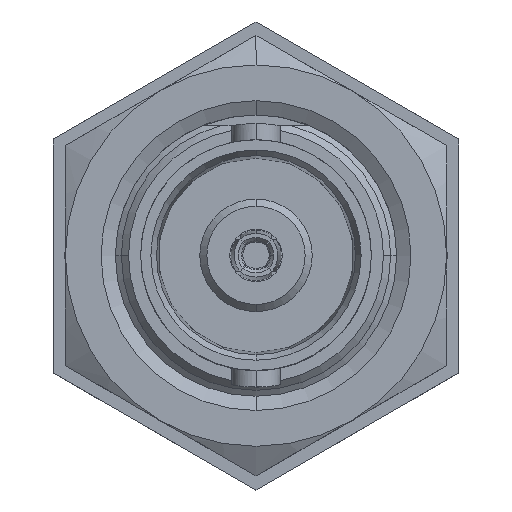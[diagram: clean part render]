
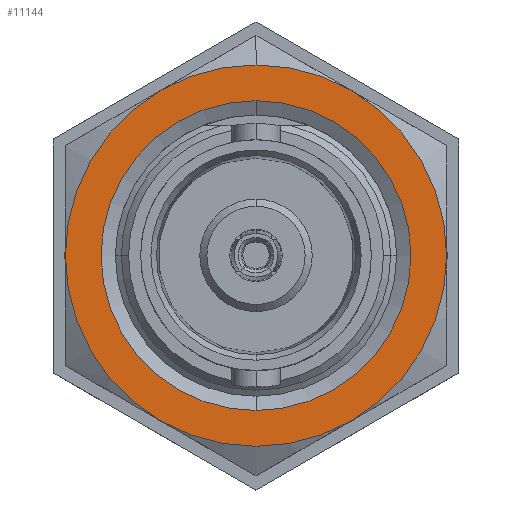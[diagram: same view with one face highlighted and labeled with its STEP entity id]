
A CAD part, top view. The second image highlights one B-rep face of the part: STEP entity #11144.
In plain terms, the highlighted planar face has unit normal (0, 0, 1).
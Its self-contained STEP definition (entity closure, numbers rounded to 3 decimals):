
#2239 = CARTESIAN_POINT ( 'NONE',  ( 8., 0., -11.5 ) ) ;
#2253 = CARTESIAN_POINT ( 'NONE',  ( 4., 6.928, -11.5 ) ) ;
#2257 = CARTESIAN_POINT ( 'NONE',  ( -8., 0., -11.5 ) ) ;
#2258 = CARTESIAN_POINT ( 'NONE',  ( -4., -6.928, -11.5 ) ) ;
#2263 = CARTESIAN_POINT ( 'NONE',  ( 0., 6.5, -11.5 ) ) ;
#2264 = CARTESIAN_POINT ( 'NONE',  ( -4., 6.928, -11.5 ) ) ;
#2266 = CARTESIAN_POINT ( 'NONE',  ( 0., -6.5, -11.5 ) ) ;
#2267 = CARTESIAN_POINT ( 'NONE',  ( 0., 8., -11.5 ) ) ;
#2514 = FACE_BOUND ( 'NONE', #9267, .T. ) ;
#2515 = FACE_OUTER_BOUND ( 'NONE', #6893, .T. ) ;
#2736 = CARTESIAN_POINT ( 'NONE',  ( 0., 0., -11.5 ) ) ;
#2737 = DIRECTION ( 'NONE',  ( 0., 0., 1. ) ) ;
#2738 = DIRECTION ( 'NONE',  ( 0., -1., 0. ) ) ;
#2750 = CARTESIAN_POINT ( 'NONE',  ( 0., 0., -11.5 ) ) ;
#2751 = DIRECTION ( 'NONE',  ( 0., 0., 1. ) ) ;
#2752 = DIRECTION ( 'NONE',  ( 0., -1., 0. ) ) ;
#2768 = CARTESIAN_POINT ( 'NONE',  ( 0., 0., -11.5 ) ) ;
#2769 = DIRECTION ( 'NONE',  ( 0., 0., 1. ) ) ;
#2770 = DIRECTION ( 'NONE',  ( 0., -1., 0. ) ) ;
#2801 = CARTESIAN_POINT ( 'NONE',  ( 0., 0., -11.5 ) ) ;
#2802 = DIRECTION ( 'NONE',  ( 0., 0., 1. ) ) ;
#2803 = DIRECTION ( 'NONE',  ( 0., -1., 0. ) ) ;
#2811 = CARTESIAN_POINT ( 'NONE',  ( 0., 0., -11.5 ) ) ;
#2812 = DIRECTION ( 'NONE',  ( 0., 0., 1. ) ) ;
#2813 = DIRECTION ( 'NONE',  ( 0., -1., 0. ) ) ;
#3359 = PLANE ( 'NONE',  #4484 ) ;
#3366 = CARTESIAN_POINT ( 'NONE',  ( 0., 8., -11.5 ) ) ;
#3367 = DIRECTION ( 'NONE',  ( 0., 0., -1. ) ) ;
#3368 = DIRECTION ( 'NONE',  ( 0., 1., 0. ) ) ;
#3654 = VERTEX_POINT ( 'NONE', #5929 ) ;
#4484 = AXIS2_PLACEMENT_3D ( 'NONE', #3366, #3367, #3368 ) ;
#5449 = EDGE_CURVE ( 'NONE', #11036, #10665, #10771, .T. ) ;
#5450 = EDGE_CURVE ( 'NONE', #10661, #11039, #10773, .T. ) ;
#5453 = EDGE_CURVE ( 'NONE', #10647, #10661, #10772, .T. ) ;
#5456 = EDGE_CURVE ( 'NONE', #3654, #10647, #10776, .T. ) ;
#5459 = EDGE_CURVE ( 'NONE', #10666, #3654, #10774, .T. ) ;
#5465 = EDGE_CURVE ( 'NONE', #10665, #10666, #10775, .T. ) ;
#5467 = EDGE_CURVE ( 'NONE', #11038, #11035, #10780, .T. ) ;
#5765 = EDGE_CURVE ( 'NONE', #11035, #11038, #10866, .T. ) ;
#5929 = CARTESIAN_POINT ( 'NONE',  ( 4., -6.928, -11.5 ) ) ;
#6893 = EDGE_LOOP ( 'NONE', ( #9015, #9016, #9017, #9018, #9019, #9020, #9021 ) ) ;
#7863 = EDGE_CURVE ( 'NONE', #11039, #11036, #11005, .T. ) ;
#8654 = CARTESIAN_POINT ( 'NONE',  ( 0., 0., -11.5 ) ) ;
#8655 = DIRECTION ( 'NONE',  ( 0., 0., 1. ) ) ;
#8656 = DIRECTION ( 'NONE',  ( 0., -1., 0. ) ) ;
#8756 = AXIS2_PLACEMENT_3D ( 'NONE', #9703, #9704, #9705 ) ;
#8757 = AXIS2_PLACEMENT_3D ( 'NONE', #9708, #9709, #9710 ) ;
#8758 = AXIS2_PLACEMENT_3D ( 'NONE', #2736, #2737, #2738 ) ;
#8759 = AXIS2_PLACEMENT_3D ( 'NONE', #2750, #2751, #2752 ) ;
#8760 = AXIS2_PLACEMENT_3D ( 'NONE', #2768, #2769, #2770 ) ;
#8762 = AXIS2_PLACEMENT_3D ( 'NONE', #2801, #2802, #2803 ) ;
#8763 = AXIS2_PLACEMENT_3D ( 'NONE', #2811, #2812, #2813 ) ;
#8799 = AXIS2_PLACEMENT_3D ( 'NONE', #9376, #9377, #9378 ) ;
#8860 = AXIS2_PLACEMENT_3D ( 'NONE', #8654, #8655, #8656 ) ;
#9013 = ORIENTED_EDGE ( 'NONE', *, *, #5467, .F. ) ;
#9014 = ORIENTED_EDGE ( 'NONE', *, *, #5765, .F. ) ;
#9015 = ORIENTED_EDGE ( 'NONE', *, *, #5456, .T. ) ;
#9016 = ORIENTED_EDGE ( 'NONE', *, *, #5453, .T. ) ;
#9017 = ORIENTED_EDGE ( 'NONE', *, *, #5450, .T. ) ;
#9018 = ORIENTED_EDGE ( 'NONE', *, *, #7863, .T. ) ;
#9019 = ORIENTED_EDGE ( 'NONE', *, *, #5449, .T. ) ;
#9020 = ORIENTED_EDGE ( 'NONE', *, *, #5465, .T. ) ;
#9021 = ORIENTED_EDGE ( 'NONE', *, *, #5459, .T. ) ;
#9267 = EDGE_LOOP ( 'NONE', ( #9013, #9014 ) ) ;
#9376 = CARTESIAN_POINT ( 'NONE',  ( 0., 0., -11.5 ) ) ;
#9377 = DIRECTION ( 'NONE',  ( 0., 0., 1. ) ) ;
#9378 = DIRECTION ( 'NONE',  ( 0., -1., 0. ) ) ;
#9703 = CARTESIAN_POINT ( 'NONE',  ( 0., 0., -11.5 ) ) ;
#9704 = DIRECTION ( 'NONE',  ( 0., 0., 1. ) ) ;
#9705 = DIRECTION ( 'NONE',  ( 0., -1., 0. ) ) ;
#9708 = CARTESIAN_POINT ( 'NONE',  ( 0., 0., -11.5 ) ) ;
#9709 = DIRECTION ( 'NONE',  ( 0., 0., 1. ) ) ;
#9710 = DIRECTION ( 'NONE',  ( 0., -1., 0. ) ) ;
#10647 = VERTEX_POINT ( 'NONE', #2239 ) ;
#10661 = VERTEX_POINT ( 'NONE', #2253 ) ;
#10665 = VERTEX_POINT ( 'NONE', #2257 ) ;
#10666 = VERTEX_POINT ( 'NONE', #2258 ) ;
#10771 = CIRCLE ( 'NONE', #8756, 8. ) ;
#10772 = CIRCLE ( 'NONE', #8758, 8. ) ;
#10773 = CIRCLE ( 'NONE', #8757, 8. ) ;
#10774 = CIRCLE ( 'NONE', #8760, 8. ) ;
#10775 = CIRCLE ( 'NONE', #8762, 8. ) ;
#10776 = CIRCLE ( 'NONE', #8759, 8. ) ;
#10780 = CIRCLE ( 'NONE', #8763, 6.5 ) ;
#10866 = CIRCLE ( 'NONE', #8799, 6.5 ) ;
#11005 = CIRCLE ( 'NONE', #8860, 8. ) ;
#11035 = VERTEX_POINT ( 'NONE', #2263 ) ;
#11036 = VERTEX_POINT ( 'NONE', #2264 ) ;
#11038 = VERTEX_POINT ( 'NONE', #2266 ) ;
#11039 = VERTEX_POINT ( 'NONE', #2267 ) ;
#11144 = ADVANCED_FACE ( 'NONE', ( #2514, #2515 ), #3359, .F. ) ;
